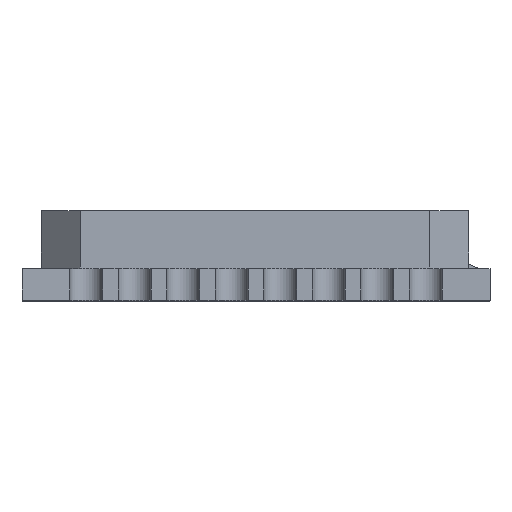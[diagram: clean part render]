
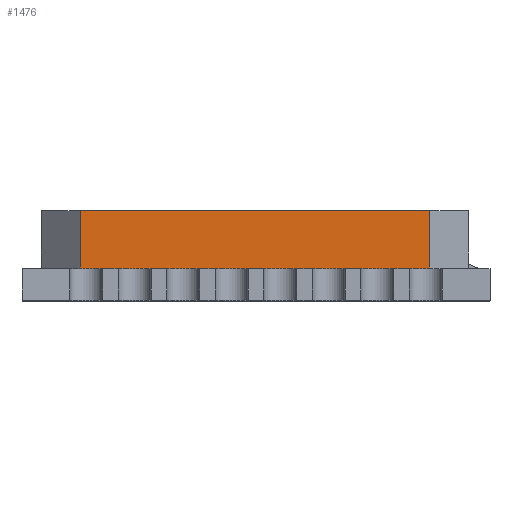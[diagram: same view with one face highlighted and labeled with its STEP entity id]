
A CAD part, top view. The second image highlights one B-rep face of the part: STEP entity #1476.
In plain terms, the highlighted planar face has unit normal (0, 0, 1).
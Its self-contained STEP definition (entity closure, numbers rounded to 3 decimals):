
#59 = ORIENTED_EDGE ( 'NONE', *, *, #1085, .T. ) ;
#179 = VECTOR ( 'NONE', #992, 1000. ) ;
#225 = ORIENTED_EDGE ( 'NONE', *, *, #1985, .T. ) ;
#384 = FACE_OUTER_BOUND ( 'NONE', #1376, .T. ) ;
#437 = DIRECTION ( 'NONE',  ( 0., 1., 0. ) ) ;
#461 = VERTEX_POINT ( 'NONE', #1396 ) ;
#534 = LINE ( 'NONE', #1933, #994 ) ;
#723 = CARTESIAN_POINT ( 'NONE',  ( -4.525, 0.8, 8.25 ) ) ;
#771 = VERTEX_POINT ( 'NONE', #2086 ) ;
#985 = LINE ( 'NONE', #2481, #179 ) ;
#992 = DIRECTION ( 'NONE',  ( 1., 0., 0. ) ) ;
#994 = VECTOR ( 'NONE', #437, 1000. ) ;
#1085 = EDGE_CURVE ( 'NONE', #461, #771, #534, .T. ) ;
#1166 = VECTOR ( 'NONE', #3016, 1000. ) ;
#1316 = DIRECTION ( 'NONE',  ( 0., -1., 0. ) ) ;
#1376 = EDGE_LOOP ( 'NONE', ( #225, #59, #3435, #1723 ) ) ;
#1396 = CARTESIAN_POINT ( 'NONE',  ( 4.475, 0.8, 8.25 ) ) ;
#1476 = ADVANCED_FACE ( 'NONE', ( #384 ), #2149, .F. ) ;
#1482 = CARTESIAN_POINT ( 'NONE',  ( -4.525, 2.3, 8.25 ) ) ;
#1564 = CARTESIAN_POINT ( 'NONE',  ( -5.525, 2.3, 8.25 ) ) ;
#1607 = EDGE_CURVE ( 'NONE', #3631, #3354, #2635, .T. ) ;
#1723 = ORIENTED_EDGE ( 'NONE', *, *, #1607, .T. ) ;
#1868 = DIRECTION ( 'NONE',  ( -1., 0., 0. ) ) ;
#1933 = CARTESIAN_POINT ( 'NONE',  ( 4.475, 2.3, 8.25 ) ) ;
#1957 = LINE ( 'NONE', #2732, #1166 ) ;
#1985 = EDGE_CURVE ( 'NONE', #3354, #461, #1957, .T. ) ;
#2083 = AXIS2_PLACEMENT_3D ( 'NONE', #1564, #3635, #1868 ) ;
#2086 = CARTESIAN_POINT ( 'NONE',  ( 4.475, 2.3, 8.25 ) ) ;
#2149 = PLANE ( 'NONE',  #2083 ) ;
#2481 = CARTESIAN_POINT ( 'NONE',  ( -5.525, 2.3, 8.25 ) ) ;
#2635 = LINE ( 'NONE', #2803, #3399 ) ;
#2732 = CARTESIAN_POINT ( 'NONE',  ( -5.525, 0.8, 8.25 ) ) ;
#2803 = CARTESIAN_POINT ( 'NONE',  ( -4.525, 2.3, 8.25 ) ) ;
#3016 = DIRECTION ( 'NONE',  ( 1., 0., 0. ) ) ;
#3273 = EDGE_CURVE ( 'NONE', #3631, #771, #985, .T. ) ;
#3354 = VERTEX_POINT ( 'NONE', #723 ) ;
#3399 = VECTOR ( 'NONE', #1316, 1000. ) ;
#3435 = ORIENTED_EDGE ( 'NONE', *, *, #3273, .F. ) ;
#3631 = VERTEX_POINT ( 'NONE', #1482 ) ;
#3635 = DIRECTION ( 'NONE',  ( 0., 0., -1. ) ) ;
